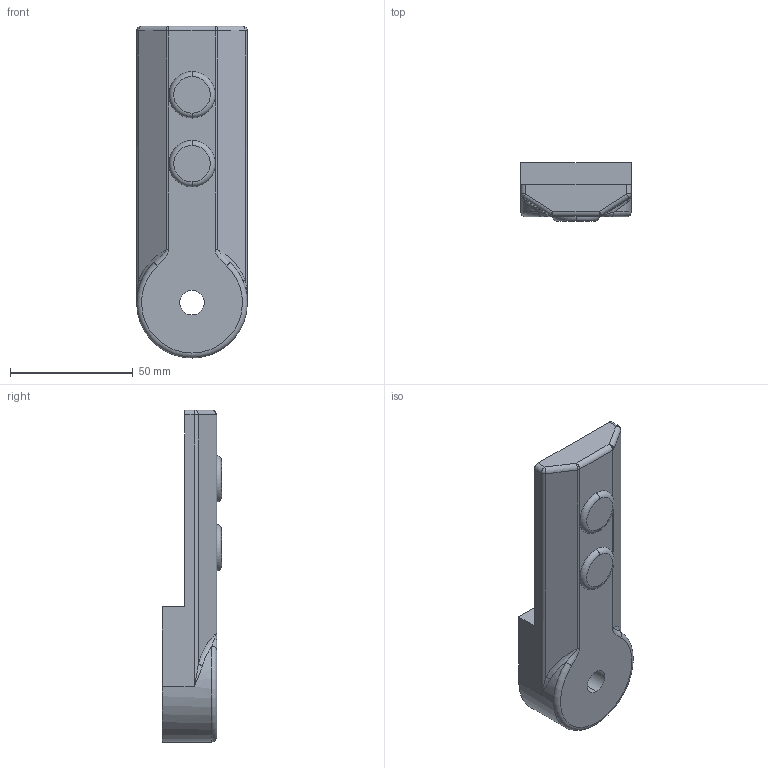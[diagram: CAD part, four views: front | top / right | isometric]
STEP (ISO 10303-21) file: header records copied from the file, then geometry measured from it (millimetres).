
FILE_DESCRIPTION (( 'STEP AP203' ), '1' );
FILE_NAME ('Conveyor Cylinder Holder Motorised_Default_sldprt.STEP', '2023-10-19T05:34:21', ( '' ), ( '' ), 'SwSTEP 2.0', 'SolidWorks 2023', '' );
FILE_SCHEMA (( 'CONFIG_CONTROL_DESIGN' ));
Length unit declared in the file: millimetre
Products named in the file (1): Conveyor Cylinder Holder Motorised_Default_sldprt
Bounding box: 45 x 24 x 135 mm (x, y, z)
Volume: 84207.5 mm3; surface area: 17697.8 mm2
Topology: 1 solids, 1 shells, 47 faces, 110 edges, 62 vertices
Faces by surface type: cylinder 17, plane 15, bspline 6, torus 5, sphere 4
Entity records: 1595 total; most frequent: CARTESIAN_POINT 481, DIRECTION 230, ORIENTED_EDGE 210, EDGE_CURVE 105, AXIS2_PLACEMENT_3D 95, VERTEX_POINT 62, CIRCLE 53, EDGE_LOOP 51
